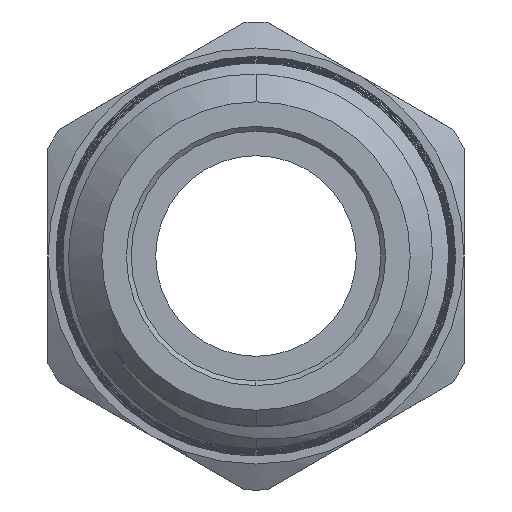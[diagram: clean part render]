
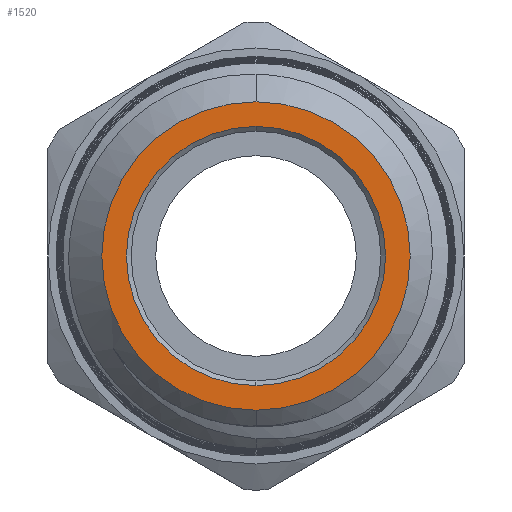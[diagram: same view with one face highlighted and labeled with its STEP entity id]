
A CAD part, left-side view. The second image highlights one B-rep face of the part: STEP entity #1520.
In plain terms, the highlighted face is planar.
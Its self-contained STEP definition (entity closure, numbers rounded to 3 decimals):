
#353=FACE_BOUND('',#504,.T.);
#409=FACE_OUTER_BOUND('',#503,.T.);
#503=EDGE_LOOP('',(#1256,#1257));
#504=EDGE_LOOP('',(#1258,#1259));
#575=CIRCLE('',#1627,6.922);
#577=CIRCLE('',#1644,8.24);
#579=CIRCLE('',#1649,8.24);
#580=CIRCLE('',#1650,6.922);
#648=VERTEX_POINT('',#2471);
#649=VERTEX_POINT('',#2473);
#679=VERTEX_POINT('',#4147);
#680=VERTEX_POINT('',#4148);
#829=EDGE_CURVE('',#649,#648,#575,.T.);
#874=EDGE_CURVE('',#679,#680,#577,.T.);
#891=EDGE_CURVE('',#680,#679,#579,.T.);
#892=EDGE_CURVE('',#648,#649,#580,.T.);
#1256=ORIENTED_EDGE('',*,*,#891,.T.);
#1257=ORIENTED_EDGE('',*,*,#874,.T.);
#1258=ORIENTED_EDGE('',*,*,#829,.T.);
#1259=ORIENTED_EDGE('',*,*,#892,.T.);
#1464=PLANE('',#1648);
#1520=ADVANCED_FACE('',(#409,#353),#1464,.F.);
#1627=AXIS2_PLACEMENT_3D('',#2474,#1854,#1855);
#1644=AXIS2_PLACEMENT_3D('',#4149,#1903,#1904);
#1648=AXIS2_PLACEMENT_3D('',#6156,#1915,#1916);
#1649=AXIS2_PLACEMENT_3D('',#6157,#1917,#1918);
#1650=AXIS2_PLACEMENT_3D('',#6158,#1919,#1920);
#1854=DIRECTION('center_axis',(0.,0.,1.));
#1855=DIRECTION('ref_axis',(0.,1.,0.));
#1903=DIRECTION('center_axis',(0.,0.,-1.));
#1904=DIRECTION('ref_axis',(0.,-1.,0.));
#1915=DIRECTION('center_axis',(0.,0.,1.));
#1916=DIRECTION('ref_axis',(0.,1.,0.));
#1917=DIRECTION('center_axis',(0.,0.,-1.));
#1918=DIRECTION('ref_axis',(0.,-1.,0.));
#1919=DIRECTION('center_axis',(0.,0.,1.));
#1920=DIRECTION('ref_axis',(0.,1.,0.));
#2471=CARTESIAN_POINT('',(0.,6.922,0.));
#2473=CARTESIAN_POINT('',(0.,-6.922,0.));
#2474=CARTESIAN_POINT('Origin',(0.,0.,0.));
#4147=CARTESIAN_POINT('',(0.,-8.24,0.));
#4148=CARTESIAN_POINT('',(0.,8.24,0.));
#4149=CARTESIAN_POINT('Origin',(0.,0.,0.));
#6156=CARTESIAN_POINT('Origin',(0.,6.668,0.));
#6157=CARTESIAN_POINT('Origin',(0.,0.,0.));
#6158=CARTESIAN_POINT('Origin',(0.,0.,0.));
